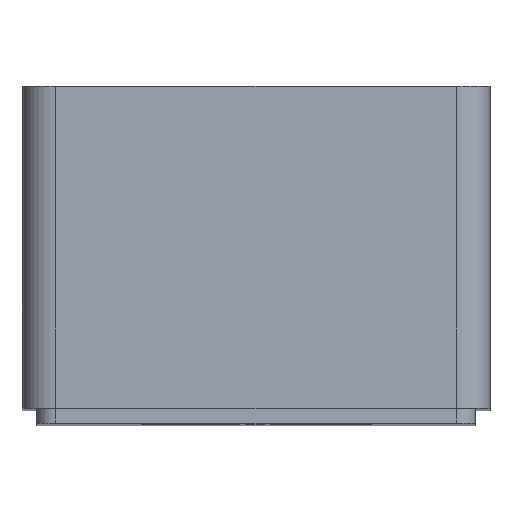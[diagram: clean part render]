
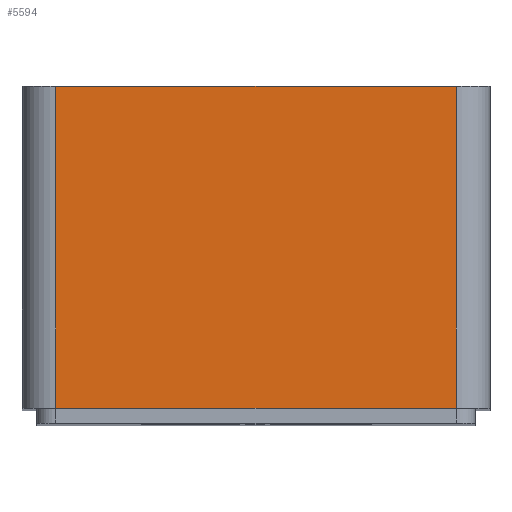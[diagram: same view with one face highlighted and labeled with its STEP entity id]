
A CAD part, top view. The second image highlights one B-rep face of the part: STEP entity #5594.
In plain terms, the highlighted planar face has unit normal (0, 0, 1).
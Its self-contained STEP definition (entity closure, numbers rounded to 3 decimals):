
#4735 = VERTEX_POINT('',#4736);
#4736 = CARTESIAN_POINT('',(5.35,-4.1,39.));
#4743 = EDGE_CURVE('',#4735,#4744,#4746,.T.);
#4744 = VERTEX_POINT('',#4745);
#4745 = CARTESIAN_POINT('',(-5.35,-4.1,39.));
#4746 = LINE('',#4747,#4748);
#4747 = CARTESIAN_POINT('',(0.,-4.1,39.));
#4748 = VECTOR('',#4749,1.);
#4749 = DIRECTION('',(-1.,0.,0.));
#5594 = ADVANCED_FACE('',(#5595),#5620,.T.);
#5595 = FACE_BOUND('',#5596,.T.);
#5596 = EDGE_LOOP('',(#5597,#5607,#5613,#5614));
#5597 = ORIENTED_EDGE('',*,*,#5598,.T.);
#5598 = EDGE_CURVE('',#5599,#5601,#5603,.T.);
#5599 = VERTEX_POINT('',#5600);
#5600 = CARTESIAN_POINT('',(5.35,4.5,39.));
#5601 = VERTEX_POINT('',#5602);
#5602 = CARTESIAN_POINT('',(-5.35,4.5,39.));
#5603 = LINE('',#5604,#5605);
#5604 = CARTESIAN_POINT('',(0.,4.5,39.));
#5605 = VECTOR('',#5606,1.);
#5606 = DIRECTION('',(-1.,0.,0.));
#5607 = ORIENTED_EDGE('',*,*,#5608,.T.);
#5608 = EDGE_CURVE('',#5601,#4744,#5609,.T.);
#5609 = LINE('',#5610,#5611);
#5610 = CARTESIAN_POINT('',(-5.35,0.,39.));
#5611 = VECTOR('',#5612,1.);
#5612 = DIRECTION('',(0.,-1.,0.));
#5613 = ORIENTED_EDGE('',*,*,#4743,.F.);
#5614 = ORIENTED_EDGE('',*,*,#5615,.T.);
#5615 = EDGE_CURVE('',#4735,#5599,#5616,.T.);
#5616 = LINE('',#5617,#5618);
#5617 = CARTESIAN_POINT('',(5.35,0.,39.));
#5618 = VECTOR('',#5619,1.);
#5619 = DIRECTION('',(0.,1.,0.));
#5620 = PLANE('',#5621);
#5621 = AXIS2_PLACEMENT_3D('',#5622,#5623,#5624);
#5622 = CARTESIAN_POINT('',(0.,0.,39.
    ));
#5623 = DIRECTION('',(0.,0.,1.));
#5624 = DIRECTION('',(0.,-1.,0.));
